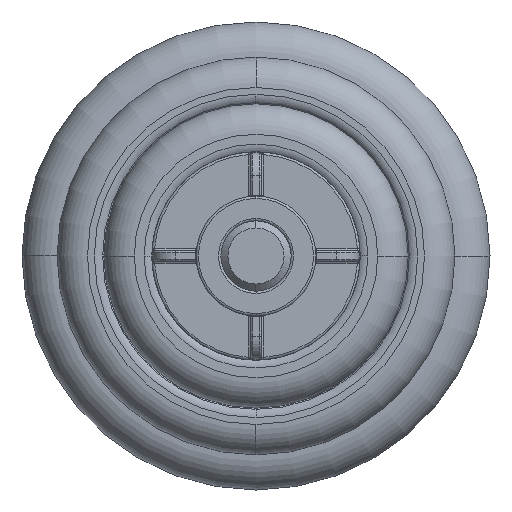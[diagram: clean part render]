
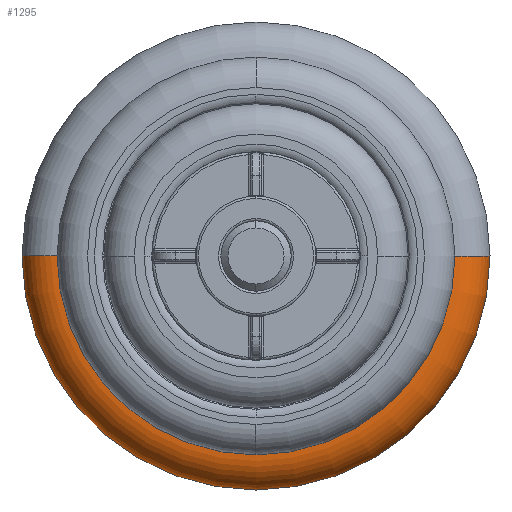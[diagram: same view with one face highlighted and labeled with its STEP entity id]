
A CAD part, left-side view. The second image highlights one B-rep face of the part: STEP entity #1295.
In plain terms, the highlighted toroidal (fillet/blend) face has major radius 85 mm and minor radius 15 mm.
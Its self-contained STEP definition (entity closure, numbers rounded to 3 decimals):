
#769=CARTESIAN_POINT('',(-125.,0.,0.));
#770=DIRECTION('',(-1.,0.,0.));
#771=DIRECTION('',(0.,1.,0.));
#772=AXIS2_PLACEMENT_3D('',#769,#770,#771);
#799=CARTESIAN_POINT('',(-110.,85.,0.));
#800=DIRECTION('',(0.,0.,-1.));
#801=DIRECTION('',(-1.,0.,0.));
#802=AXIS2_PLACEMENT_3D('',#799,#800,#801);
#804=CARTESIAN_POINT('',(-110.,-85.,0.));
#805=DIRECTION('',(0.,0.,1.));
#806=DIRECTION('',(-1.,0.,0.));
#807=AXIS2_PLACEMENT_3D('',#804,#805,#806);
#819=CARTESIAN_POINT('',(-110.,0.,0.));
#820=DIRECTION('',(-1.,0.,0.));
#821=DIRECTION('',(0.,1.,0.));
#822=AXIS2_PLACEMENT_3D('',#819,#820,#821);
#1055=CARTESIAN_POINT('',(-125.,85.,0.));
#1056=CARTESIAN_POINT('',(-125.,-85.,0.));
#1057=VERTEX_POINT('',#1055);
#1058=VERTEX_POINT('',#1056);
#1059=CARTESIAN_POINT('',(-110.,100.,0.));
#1060=CARTESIAN_POINT('',(-110.,-100.,0.));
#1061=VERTEX_POINT('',#1059);
#1062=VERTEX_POINT('',#1060);
#1281=CARTESIAN_POINT('',(-110.,0.,0.));
#1282=DIRECTION('',(1.,0.,0.));
#1283=DIRECTION('',(0.,1.,0.006));
#1284=AXIS2_PLACEMENT_3D('',#1281,#1282,#1283);
#1285=TOROIDAL_SURFACE('',#1284,85.,15.);
#1286=ORIENTED_EDGE('',*,*,#1252,.T.);
#1288=ORIENTED_EDGE('',*,*,#1287,.T.);
#1290=ORIENTED_EDGE('',*,*,#1289,.F.);
#1292=ORIENTED_EDGE('',*,*,#1291,.F.);
#1293=EDGE_LOOP('',(#1286,#1288,#1290,#1292));
#1294=FACE_OUTER_BOUND('',#1293,.F.);
#1295=ADVANCED_FACE('',(#1294),#1285,.T.);
#773=CIRCLE('',#772,85.);
#803=CIRCLE('',#802,15.);
#808=CIRCLE('',#807,15.);
#823=CIRCLE('',#822,100.);
#1252=EDGE_CURVE('',#1057,#1058,#773,.T.);
#1287=EDGE_CURVE('',#1058,#1062,#808,.T.);
#1289=EDGE_CURVE('',#1061,#1062,#823,.T.);
#1291=EDGE_CURVE('',#1057,#1061,#803,.T.);
